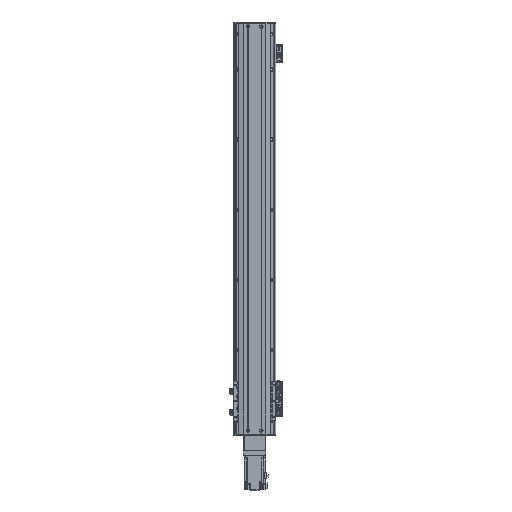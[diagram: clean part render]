
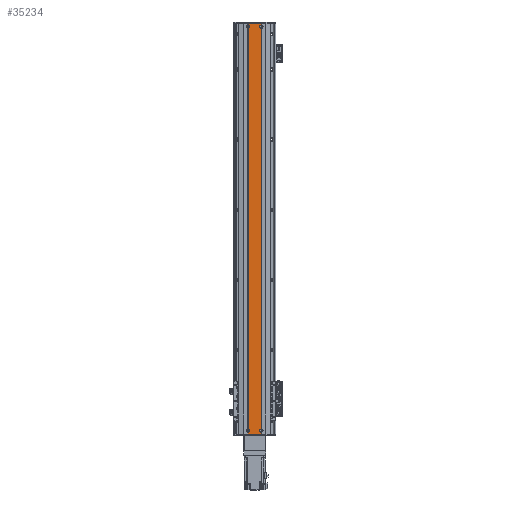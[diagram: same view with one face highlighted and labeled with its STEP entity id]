
A CAD part, top view. The second image highlights one B-rep face of the part: STEP entity #35234.
In plain terms, the highlighted face is planar.
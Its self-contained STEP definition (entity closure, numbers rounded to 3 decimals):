
#1843=PLANE('',#38888);
#4461=FACE_OUTER_BOUND('',#6640,.T.);
#6640=EDGE_LOOP('',(#29798,#29799,#29800,#29801,#29802,#29803,#29804,#29805,
#29806,#29807,#29808,#29809,#29810,#29811));
#9134=LINE('',#59975,#11900);
#9137=LINE('',#59980,#11903);
#9140=LINE('',#59986,#11906);
#9142=LINE('',#59989,#11908);
#9175=LINE('',#60084,#11941);
#9246=LINE('',#60250,#12012);
#9247=LINE('',#60252,#12013);
#9248=LINE('',#60253,#12014);
#11900=VECTOR('',#46615,10.);
#11903=VECTOR('',#46620,10.);
#11906=VECTOR('',#46625,10.);
#11908=VECTOR('',#46629,10.);
#11941=VECTOR('',#46696,10.);
#12012=VECTOR('',#46877,10.);
#12013=VECTOR('',#46880,10.);
#12014=VECTOR('',#46881,10.);
#14371=CIRCLE('',#38782,4.55);
#14373=CIRCLE('',#38784,4.55);
#14376=CIRCLE('',#38789,4.55);
#14378=CIRCLE('',#38791,4.55);
#14384=CIRCLE('',#38799,4.55);
#14389=CIRCLE('',#38806,4.55);
#17103=VERTEX_POINT('',#59840);
#17104=VERTEX_POINT('',#59844);
#17106=VERTEX_POINT('',#59849);
#17112=VERTEX_POINT('',#59870);
#17113=VERTEX_POINT('',#59874);
#17115=VERTEX_POINT('',#59879);
#17120=VERTEX_POINT('',#59896);
#17126=VERTEX_POINT('',#59915);
#17129=VERTEX_POINT('',#59926);
#17135=VERTEX_POINT('',#59945);
#17143=VERTEX_POINT('',#59974);
#17144=VERTEX_POINT('',#59978);
#17146=VERTEX_POINT('',#59984);
#17191=VERTEX_POINT('',#60082);
#21469=EDGE_CURVE('',#17104,#17103,#14371,.T.);
#21472=EDGE_CURVE('',#17106,#17104,#14373,.T.);
#21480=EDGE_CURVE('',#17113,#17112,#14376,.T.);
#21483=EDGE_CURVE('',#17115,#17113,#14378,.T.);
#21497=EDGE_CURVE('',#17120,#17126,#14384,.T.);
#21508=EDGE_CURVE('',#17129,#17135,#14389,.T.);
#21521=EDGE_CURVE('',#17106,#17143,#9134,.T.);
#21524=EDGE_CURVE('',#17144,#17112,#9137,.T.);
#21527=EDGE_CURVE('',#17135,#17146,#9140,.T.);
#21529=EDGE_CURVE('',#17126,#17129,#9142,.T.);
#21576=EDGE_CURVE('',#17191,#17144,#9175,.T.);
#21660=EDGE_CURVE('',#17191,#17120,#9246,.T.);
#21661=EDGE_CURVE('',#17115,#17103,#9247,.T.);
#21662=EDGE_CURVE('',#17143,#17146,#9248,.T.);
#29798=ORIENTED_EDGE('',*,*,#21472,.T.);
#29799=ORIENTED_EDGE('',*,*,#21469,.T.);
#29800=ORIENTED_EDGE('',*,*,#21661,.F.);
#29801=ORIENTED_EDGE('',*,*,#21483,.T.);
#29802=ORIENTED_EDGE('',*,*,#21480,.T.);
#29803=ORIENTED_EDGE('',*,*,#21524,.F.);
#29804=ORIENTED_EDGE('',*,*,#21576,.F.);
#29805=ORIENTED_EDGE('',*,*,#21660,.T.);
#29806=ORIENTED_EDGE('',*,*,#21497,.T.);
#29807=ORIENTED_EDGE('',*,*,#21529,.T.);
#29808=ORIENTED_EDGE('',*,*,#21508,.T.);
#29809=ORIENTED_EDGE('',*,*,#21527,.T.);
#29810=ORIENTED_EDGE('',*,*,#21662,.F.);
#29811=ORIENTED_EDGE('',*,*,#21521,.F.);
#35234=ADVANCED_FACE('',(#4461),#1843,.T.);
#38782=AXIS2_PLACEMENT_3D('',#59845,#46535,#46536);
#38784=AXIS2_PLACEMENT_3D('',#59850,#46540,#46541);
#38789=AXIS2_PLACEMENT_3D('',#59875,#46551,#46552);
#38791=AXIS2_PLACEMENT_3D('',#59880,#46556,#46557);
#38799=AXIS2_PLACEMENT_3D('',#59919,#46574,#46575);
#38806=AXIS2_PLACEMENT_3D('',#59949,#46590,#46591);
#38888=AXIS2_PLACEMENT_3D('',#60251,#46878,#46879);
#46535=DIRECTION('center_axis',(0.,-1.,0.));
#46536=DIRECTION('ref_axis',(1.,0.,0.));
#46540=DIRECTION('center_axis',(0.,-1.,0.));
#46541=DIRECTION('ref_axis',(1.,0.,0.));
#46551=DIRECTION('center_axis',(0.,-1.,0.));
#46552=DIRECTION('ref_axis',(1.,0.,0.));
#46556=DIRECTION('center_axis',(0.,-1.,0.));
#46557=DIRECTION('ref_axis',(1.,0.,0.));
#46574=DIRECTION('center_axis',(0.,-1.,0.));
#46575=DIRECTION('ref_axis',(1.,0.,0.));
#46590=DIRECTION('center_axis',(0.,-1.,0.));
#46591=DIRECTION('ref_axis',(1.,0.,0.));
#46615=DIRECTION('',(0.,0.,1.));
#46620=DIRECTION('',(0.,0.,1.));
#46625=DIRECTION('',(0.,0.,1.));
#46629=DIRECTION('',(0.,0.,1.));
#46696=DIRECTION('',(1.,0.,0.));
#46877=DIRECTION('',(0.,0.,1.));
#46878=DIRECTION('center_axis',(0.,1.,0.));
#46879=DIRECTION('ref_axis',(-1.,0.,0.));
#46880=DIRECTION('',(0.,0.,1.));
#46881=DIRECTION('',(-1.,0.,0.));
#59840=CARTESIAN_POINT('',(18.5,2.5,570.978));
#59844=CARTESIAN_POINT('',(14.45,2.5,575.5));
#59845=CARTESIAN_POINT('Origin',(19.,2.5,575.5));
#59849=CARTESIAN_POINT('',(18.5,2.5,580.022));
#59850=CARTESIAN_POINT('Origin',(19.,2.5,575.5));
#59870=CARTESIAN_POINT('',(18.5,2.5,-580.022));
#59874=CARTESIAN_POINT('',(14.45,2.5,-575.5));
#59875=CARTESIAN_POINT('Origin',(19.,2.5,-575.5));
#59879=CARTESIAN_POINT('',(18.5,2.5,-570.978));
#59880=CARTESIAN_POINT('Origin',(19.,2.5,-575.5));
#59896=CARTESIAN_POINT('',(-18.5,2.5,-580.022));
#59915=CARTESIAN_POINT('',(-18.5,2.5,-570.978));
#59919=CARTESIAN_POINT('Origin',(-19.,2.5,-575.5));
#59926=CARTESIAN_POINT('',(-18.5,2.5,570.978));
#59945=CARTESIAN_POINT('',(-18.5,2.5,580.022));
#59949=CARTESIAN_POINT('Origin',(-19.,2.5,575.5));
#59974=CARTESIAN_POINT('',(18.5,2.5,585.5));
#59975=CARTESIAN_POINT('',(18.5,2.5,0.));
#59978=CARTESIAN_POINT('',(18.5,2.5,-585.5));
#59980=CARTESIAN_POINT('',(18.5,2.5,0.));
#59984=CARTESIAN_POINT('',(-18.5,2.5,585.5));
#59986=CARTESIAN_POINT('',(-18.5,2.5,0.));
#59989=CARTESIAN_POINT('',(-18.5,2.5,0.));
#60082=CARTESIAN_POINT('',(-18.5,2.5,-585.5));
#60084=CARTESIAN_POINT('',(18.5,2.5,-585.5));
#60250=CARTESIAN_POINT('',(-18.5,2.5,0.));
#60251=CARTESIAN_POINT('Origin',(18.5,2.5,0.));
#60252=CARTESIAN_POINT('',(18.5,2.5,0.));
#60253=CARTESIAN_POINT('',(18.5,2.5,585.5));
